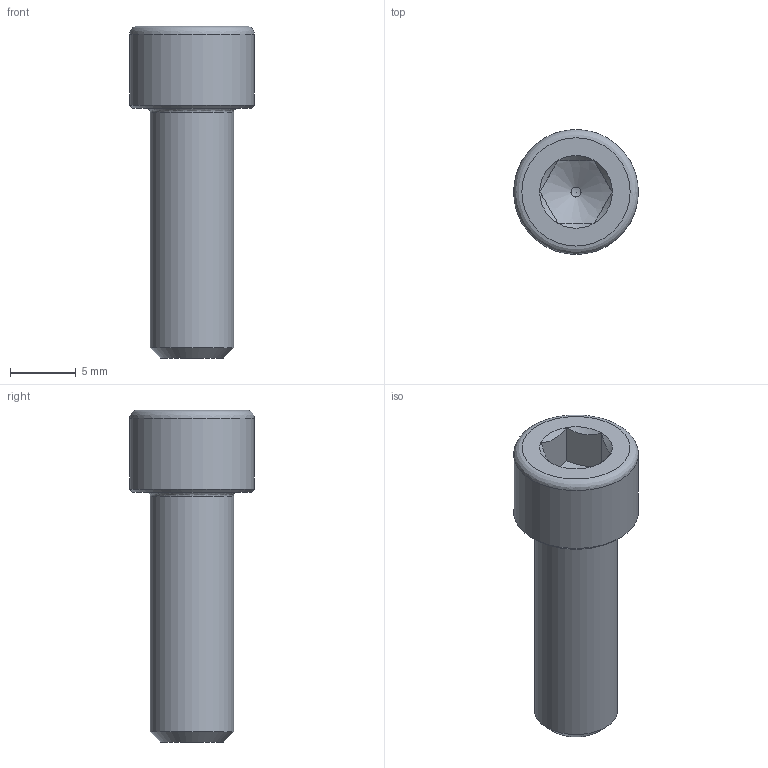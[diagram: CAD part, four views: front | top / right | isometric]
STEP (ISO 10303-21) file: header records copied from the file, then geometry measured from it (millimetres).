
FILE_DESCRIPTION(('FreeCAD Model'),'2;1');
FILE_NAME('Open CASCADE Shape Model','2021-10-25T14:39:24',('Author'),( ''),'Open CASCADE STEP processor 7.4','FreeCAD','Unknown');
FILE_SCHEMA(('AUTOMOTIVE_DESIGN { 1 0 10303 214 1 1 1 1 }'));
Length unit declared in the file: millimetre
Products named in the file (1): 1/4inx3/4in-Screw
Bounding box: 9.53 x 9.53 x 25.32 mm (x, y, z)
Volume: 967.1 mm3; surface area: 739.7 mm2
Topology: 1 solids, 1 shells, 18 faces, 38 edges, 23 vertices
Faces by surface type: plane 9, cone 4, revolution 2, cylinder 2, sphere 1
Full cylindrical faces by diameter (mm): 6.35 x1, 9.525 x1
Entity records: 516 total; most frequent: DIRECTION 102, CARTESIAN_POINT 81, ORIENTED_EDGE 74, AXIS2_PLACEMENT_3D 44, EDGE_CURVE 37, VERTEX_POINT 23, FACE_BOUND 20, EDGE_LOOP 20
